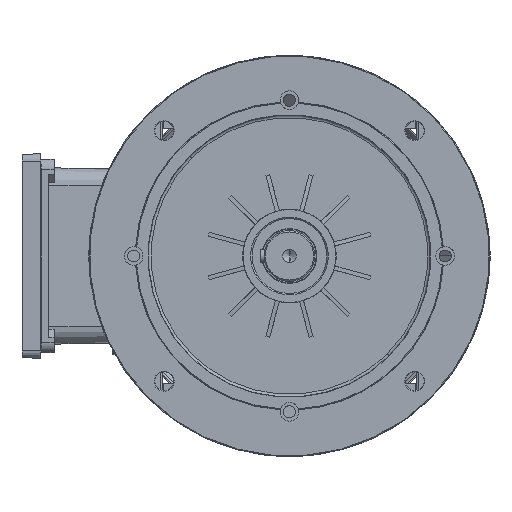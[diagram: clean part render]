
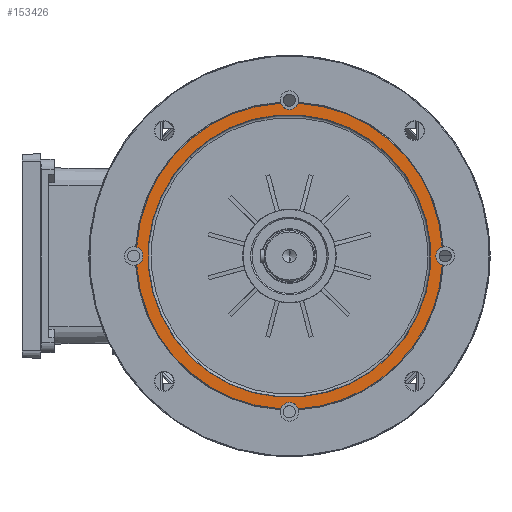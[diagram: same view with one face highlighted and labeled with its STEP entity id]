
A CAD part, left-side view. The second image highlights one B-rep face of the part: STEP entity #153426.
In plain terms, the highlighted face is planar.
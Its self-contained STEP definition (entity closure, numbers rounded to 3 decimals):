
#1241 = CARTESIAN_POINT ( 'NONE',  ( 10., 0., 0. ) ) ;
#2922 = CARTESIAN_POINT ( 'NONE',  ( 10., -82.378, -82.378 ) ) ;
#2942 = DIRECTION ( 'NONE',  ( 1., 0., 0. ) ) ;
#3138 = DIRECTION ( 'NONE',  ( 1., 0., 0. ) ) ;
#3782 = DIRECTION ( 'NONE',  ( 1., 0., 0. ) ) ;
#4750 = CARTESIAN_POINT ( 'NONE',  ( 10., 82.378, 82.378 ) ) ;
#5497 = CARTESIAN_POINT ( 'NONE',  ( 10., 85.528, 76.127 ) ) ;
#6696 = EDGE_CURVE ( 'NONE', #25738, #71094, #105673, .T. ) ;
#8125 = CIRCLE ( 'NONE', #78478, 7. ) ;
#14276 = ORIENTED_EDGE ( 'NONE', *, *, #101200, .T. ) ;
#14617 = VERTEX_POINT ( 'NONE', #55609 ) ;
#16828 = EDGE_CURVE ( 'NONE', #98414, #60790, #60338, .T. ) ;
#16969 = CIRCLE ( 'NONE', #104299, 114.5 ) ;
#18880 = DIRECTION ( 'NONE',  ( 0., 0., -1. ) ) ;
#20592 = DIRECTION ( 'NONE',  ( 0., 1., 0. ) ) ;
#22046 = AXIS2_PLACEMENT_3D ( 'NONE', #4750, #72617, #111407 ) ;
#22553 = EDGE_CURVE ( 'NONE', #123994, #88196, #161436, .T. ) ;
#25738 = VERTEX_POINT ( 'NONE', #133495 ) ;
#26007 = DIRECTION ( 'NONE',  ( 1., 0., 0. ) ) ;
#26845 = CARTESIAN_POINT ( 'NONE',  ( 10., -82.378, -82.378 ) ) ;
#26946 = CARTESIAN_POINT ( 'NONE',  ( 10., -76.127, -85.528 ) ) ;
#28317 = ORIENTED_EDGE ( 'NONE', *, *, #47710, .F. ) ;
#30406 = EDGE_LOOP ( 'NONE', ( #28317, #49877, #74083, #30514, #14276, #45872, #100239, #37048, #51113, #133546, #79157, #150740, #64409 ) ) ;
#30514 = ORIENTED_EDGE ( 'NONE', *, *, #160794, .F. ) ;
#35420 = AXIS2_PLACEMENT_3D ( 'NONE', #26845, #2942, #173954 ) ;
#37030 = CARTESIAN_POINT ( 'NONE',  ( 10., 0., 0. ) ) ;
#37048 = ORIENTED_EDGE ( 'NONE', *, *, #16828, .T. ) ;
#38323 = FACE_BOUND ( 'NONE', #144750, .T. ) ;
#38368 = CARTESIAN_POINT ( 'NONE',  ( 10., -82.378, 75.378 ) ) ;
#38453 = CIRCLE ( 'NONE', #100319, 7. ) ;
#40136 = CARTESIAN_POINT ( 'NONE',  ( 10., 82.378, -82.378 ) ) ;
#40286 = EDGE_CURVE ( 'NONE', #52138, #88196, #113752, .T. ) ;
#41823 = DIRECTION ( 'NONE',  ( 0., 0., -1. ) ) ;
#42214 = CARTESIAN_POINT ( 'NONE',  ( 10., -82.378, -75.378 ) ) ;
#43432 = AXIS2_PLACEMENT_3D ( 'NONE', #2922, #3782, #57509 ) ;
#43557 = AXIS2_PLACEMENT_3D ( 'NONE', #40136, #84153, #150170 ) ;
#44463 = CARTESIAN_POINT ( 'NONE',  ( 10., 82.378, 82.378 ) ) ;
#45872 = ORIENTED_EDGE ( 'NONE', *, *, #144481, .F. ) ;
#47368 = CARTESIAN_POINT ( 'NONE',  ( 10., 0., 0. ) ) ;
#47710 = EDGE_CURVE ( 'NONE', #123994, #69815, #168772, .T. ) ;
#47820 = ORIENTED_EDGE ( 'NONE', *, *, #6696, .T. ) ;
#49877 = ORIENTED_EDGE ( 'NONE', *, *, #22553, .T. ) ;
#50295 = CARTESIAN_POINT ( 'NONE',  ( 10., 85.528, -76.127 ) ) ;
#51113 = ORIENTED_EDGE ( 'NONE', *, *, #134208, .F. ) ;
#52138 = VERTEX_POINT ( 'NONE', #42214 ) ;
#54940 = PLANE ( 'NONE',  #171319 ) ;
#54977 = DIRECTION ( 'NONE',  ( 1., 0., 0. ) ) ;
#55609 = CARTESIAN_POINT ( 'NONE',  ( 10., 82.378, 75.378 ) ) ;
#55622 = EDGE_CURVE ( 'NONE', #148377, #114733, #16969, .T. ) ;
#57509 = DIRECTION ( 'NONE',  ( 0., 0., 1. ) ) ;
#60023 = CIRCLE ( 'NONE', #96549, 7. ) ;
#60338 = CIRCLE ( 'NONE', #167258, 114.5 ) ;
#60790 = VERTEX_POINT ( 'NONE', #5497 ) ;
#61354 = CIRCLE ( 'NONE', #22046, 7. ) ;
#64409 = ORIENTED_EDGE ( 'NONE', *, *, #111781, .F. ) ;
#66172 = VERTEX_POINT ( 'NONE', #26946 ) ;
#66674 = CARTESIAN_POINT ( 'NONE',  ( 10., -82.378, 82.378 ) ) ;
#69278 = CIRCLE ( 'NONE', #35420, 7. ) ;
#69815 = VERTEX_POINT ( 'NONE', #38368 ) ;
#71094 = VERTEX_POINT ( 'NONE', #122793 ) ;
#72617 = DIRECTION ( 'NONE',  ( 1., 0., 0. ) ) ;
#73682 = VERTEX_POINT ( 'NONE', #173073 ) ;
#74083 = ORIENTED_EDGE ( 'NONE', *, *, #40286, .F. ) ;
#74393 = CARTESIAN_POINT ( 'NONE',  ( 10., 0., 114.5 ) ) ;
#74516 = CIRCLE ( 'NONE', #139147, 105.75 ) ;
#74708 = DIRECTION ( 'NONE',  ( 0., 0., -1. ) ) ;
#74961 = DIRECTION ( 'NONE',  ( 0., 0., -1. ) ) ;
#75722 = CARTESIAN_POINT ( 'NONE',  ( 10., 76.127, 85.528 ) ) ;
#76678 = DIRECTION ( 'NONE',  ( -1., 0., 0. ) ) ;
#77637 = VERTEX_POINT ( 'NONE', #123618 ) ;
#78478 = AXIS2_PLACEMENT_3D ( 'NONE', #97194, #137713, #152619 ) ;
#79157 = ORIENTED_EDGE ( 'NONE', *, *, #55622, .T. ) ;
#84153 = DIRECTION ( 'NONE',  ( 1., 0., 0. ) ) ;
#85511 = AXIS2_PLACEMENT_3D ( 'NONE', #144330, #173408, #156704 ) ;
#87060 = EDGE_CURVE ( 'NONE', #98414, #77637, #119551, .T. ) ;
#87576 = CARTESIAN_POINT ( 'NONE',  ( 10., -82.378, 82.378 ) ) ;
#87909 = DIRECTION ( 'NONE',  ( 1., 0., 0. ) ) ;
#88196 = VERTEX_POINT ( 'NONE', #122087 ) ;
#89290 = EDGE_CURVE ( 'NONE', #114733, #73682, #165171, .T. ) ;
#92123 = EDGE_CURVE ( 'NONE', #148377, #14617, #61354, .T. ) ;
#92935 = CARTESIAN_POINT ( 'NONE',  ( 10., 115., 0. ) ) ;
#94326 = AXIS2_PLACEMENT_3D ( 'NONE', #146365, #106780, #147212 ) ;
#94773 = CIRCLE ( 'NONE', #173465, 114.5 ) ;
#95576 = DIRECTION ( 'NONE',  ( 0., 0., -1. ) ) ;
#96549 = AXIS2_PLACEMENT_3D ( 'NONE', #66674, #120428, #161733 ) ;
#97194 = CARTESIAN_POINT ( 'NONE',  ( 10., 82.378, -82.378 ) ) ;
#98414 = VERTEX_POINT ( 'NONE', #50295 ) ;
#100239 = ORIENTED_EDGE ( 'NONE', *, *, #87060, .F. ) ;
#100319 = AXIS2_PLACEMENT_3D ( 'NONE', #44463, #151909, #18880 ) ;
#101200 = EDGE_CURVE ( 'NONE', #66172, #131591, #94773, .T. ) ;
#104299 = AXIS2_PLACEMENT_3D ( 'NONE', #1241, #54977, #41823 ) ;
#105673 = CIRCLE ( 'NONE', #94326, 105.75 ) ;
#106780 = DIRECTION ( 'NONE',  ( -1., 0., 0. ) ) ;
#109175 = CARTESIAN_POINT ( 'NONE',  ( 10., -85.528, 76.127 ) ) ;
#111407 = DIRECTION ( 'NONE',  ( 0., 0., -1. ) ) ;
#111781 = EDGE_CURVE ( 'NONE', #69815, #73682, #60023, .T. ) ;
#113752 = CIRCLE ( 'NONE', #43432, 7. ) ;
#114733 = VERTEX_POINT ( 'NONE', #74393 ) ;
#119551 = CIRCLE ( 'NONE', #43557, 7. ) ;
#120428 = DIRECTION ( 'NONE',  ( 1., 0., 0. ) ) ;
#122087 = CARTESIAN_POINT ( 'NONE',  ( 10., -85.528, -76.127 ) ) ;
#122793 = CARTESIAN_POINT ( 'NONE',  ( 10., 0., -105.75 ) ) ;
#123618 = CARTESIAN_POINT ( 'NONE',  ( 10., 82.378, -75.378 ) ) ;
#123905 = CARTESIAN_POINT ( 'NONE',  ( 10., 0., 0. ) ) ;
#123994 = VERTEX_POINT ( 'NONE', #109175 ) ;
#125636 = DIRECTION ( 'NONE',  ( 0., 0., -1. ) ) ;
#131591 = VERTEX_POINT ( 'NONE', #155625 ) ;
#133480 = CARTESIAN_POINT ( 'NONE',  ( 10., 0., 0. ) ) ;
#133495 = CARTESIAN_POINT ( 'NONE',  ( 10., 0., 105.75 ) ) ;
#133546 = ORIENTED_EDGE ( 'NONE', *, *, #92123, .F. ) ;
#134208 = EDGE_CURVE ( 'NONE', #14617, #60790, #38453, .T. ) ;
#134255 = AXIS2_PLACEMENT_3D ( 'NONE', #123905, #3138, #125636 ) ;
#135095 = AXIS2_PLACEMENT_3D ( 'NONE', #87576, #141292, #20592 ) ;
#137713 = DIRECTION ( 'NONE',  ( 1., 0., 0. ) ) ;
#139147 = AXIS2_PLACEMENT_3D ( 'NONE', #37030, #76678, #74961 ) ;
#141133 = ORIENTED_EDGE ( 'NONE', *, *, #159635, .T. ) ;
#141292 = DIRECTION ( 'NONE',  ( 1., 0., 0. ) ) ;
#144330 = CARTESIAN_POINT ( 'NONE',  ( 10., 0., 0. ) ) ;
#144481 = EDGE_CURVE ( 'NONE', #77637, #131591, #8125, .T. ) ;
#144750 = EDGE_LOOP ( 'NONE', ( #141133, #47820 ) ) ;
#145788 = DIRECTION ( 'NONE',  ( 1., 0., 0. ) ) ;
#146365 = CARTESIAN_POINT ( 'NONE',  ( 10., 0., 0. ) ) ;
#146636 = DIRECTION ( 'NONE',  ( 0., 0., -1. ) ) ;
#147212 = DIRECTION ( 'NONE',  ( 0., 0., -1. ) ) ;
#148377 = VERTEX_POINT ( 'NONE', #75722 ) ;
#150170 = DIRECTION ( 'NONE',  ( 0., -1., 0. ) ) ;
#150740 = ORIENTED_EDGE ( 'NONE', *, *, #89290, .T. ) ;
#151909 = DIRECTION ( 'NONE',  ( 1., 0., 0. ) ) ;
#152619 = DIRECTION ( 'NONE',  ( 0., -1., 0. ) ) ;
#153426 = ADVANCED_FACE ( 'NONE', ( #158985, #38323 ), #54940, .T. ) ;
#155625 = CARTESIAN_POINT ( 'NONE',  ( 10., 76.127, -85.528 ) ) ;
#156704 = DIRECTION ( 'NONE',  ( 0., 0., -1. ) ) ;
#158985 = FACE_OUTER_BOUND ( 'NONE', #30406, .T. ) ;
#159635 = EDGE_CURVE ( 'NONE', #71094, #25738, #74516, .T. ) ;
#160794 = EDGE_CURVE ( 'NONE', #66172, #52138, #69278, .T. ) ;
#161436 = CIRCLE ( 'NONE', #85511, 114.5 ) ;
#161733 = DIRECTION ( 'NONE',  ( 0., 1., 0. ) ) ;
#165171 = CIRCLE ( 'NONE', #134255, 114.5 ) ;
#167258 = AXIS2_PLACEMENT_3D ( 'NONE', #133480, #26007, #95576 ) ;
#168772 = CIRCLE ( 'NONE', #135095, 7. ) ;
#171319 = AXIS2_PLACEMENT_3D ( 'NONE', #92935, #145788, #146636 ) ;
#173073 = CARTESIAN_POINT ( 'NONE',  ( 10., -76.127, 85.528 ) ) ;
#173408 = DIRECTION ( 'NONE',  ( 1., 0., 0. ) ) ;
#173465 = AXIS2_PLACEMENT_3D ( 'NONE', #47368, #87909, #74708 ) ;
#173954 = DIRECTION ( 'NONE',  ( 0., 0., 1. ) ) ;
